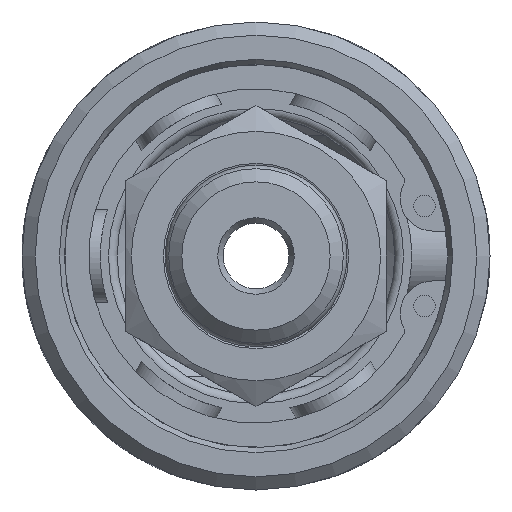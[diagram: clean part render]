
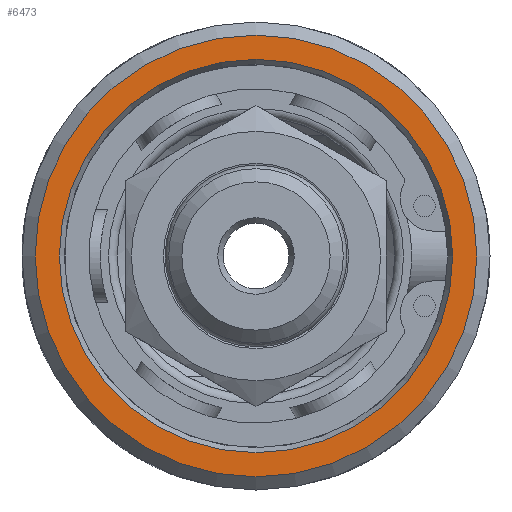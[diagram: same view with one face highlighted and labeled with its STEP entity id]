
A CAD part, left-side view. The second image highlights one B-rep face of the part: STEP entity #6473.
In plain terms, the highlighted planar face has unit normal (-1, 0, 0).
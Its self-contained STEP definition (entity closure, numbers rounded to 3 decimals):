
#1396=FACE_BOUND('',#1944,.T.);
#1445=PLANE('',#6890);
#1566=FACE_OUTER_BOUND('',#1943,.T.);
#1943=EDGE_LOOP('',(#4383));
#1944=EDGE_LOOP('',(#4384,#4385));
#2376=CIRCLE('',#6891,20.2);
#2377=CIRCLE('',#6892,17.987);
#2378=CIRCLE('',#6893,17.987);
#2659=VERTEX_POINT('',#9270);
#2660=VERTEX_POINT('',#9272);
#2661=VERTEX_POINT('',#9273);
#3355=EDGE_CURVE('',#2659,#2659,#2376,.T.);
#3356=EDGE_CURVE('',#2660,#2661,#2377,.T.);
#3357=EDGE_CURVE('',#2661,#2660,#2378,.T.);
#4383=ORIENTED_EDGE('',*,*,#3355,.F.);
#4384=ORIENTED_EDGE('',*,*,#3356,.T.);
#4385=ORIENTED_EDGE('',*,*,#3357,.T.);
#6473=ADVANCED_FACE('',(#1566,#1396),#1445,.T.);
#6890=AXIS2_PLACEMENT_3D('',#9269,#7439,#7440);
#6891=AXIS2_PLACEMENT_3D('',#9271,#7441,#7442);
#6892=AXIS2_PLACEMENT_3D('',#9274,#7443,#7444);
#6893=AXIS2_PLACEMENT_3D('',#9275,#7445,#7446);
#7439=DIRECTION('center_axis',(-1.,0.,0.));
#7440=DIRECTION('ref_axis',(0.,0.,1.));
#7441=DIRECTION('center_axis',(1.,0.,0.));
#7442=DIRECTION('ref_axis',(0.,-1.,0.));
#7443=DIRECTION('center_axis',(1.,0.,0.));
#7444=DIRECTION('ref_axis',(0.,1.,0.));
#7445=DIRECTION('center_axis',(1.,0.,0.));
#7446=DIRECTION('ref_axis',(0.,1.,0.));
#9269=CARTESIAN_POINT('Origin',(0.,10.7,0.));
#9270=CARTESIAN_POINT('',(0.,20.2,0.));
#9271=CARTESIAN_POINT('Origin',(0.,0.,0.));
#9272=CARTESIAN_POINT('',(0.,17.987,0.));
#9273=CARTESIAN_POINT('',(0.,-17.987,0.));
#9274=CARTESIAN_POINT('Origin',(0.,0.,0.));
#9275=CARTESIAN_POINT('Origin',(0.,0.,0.));
